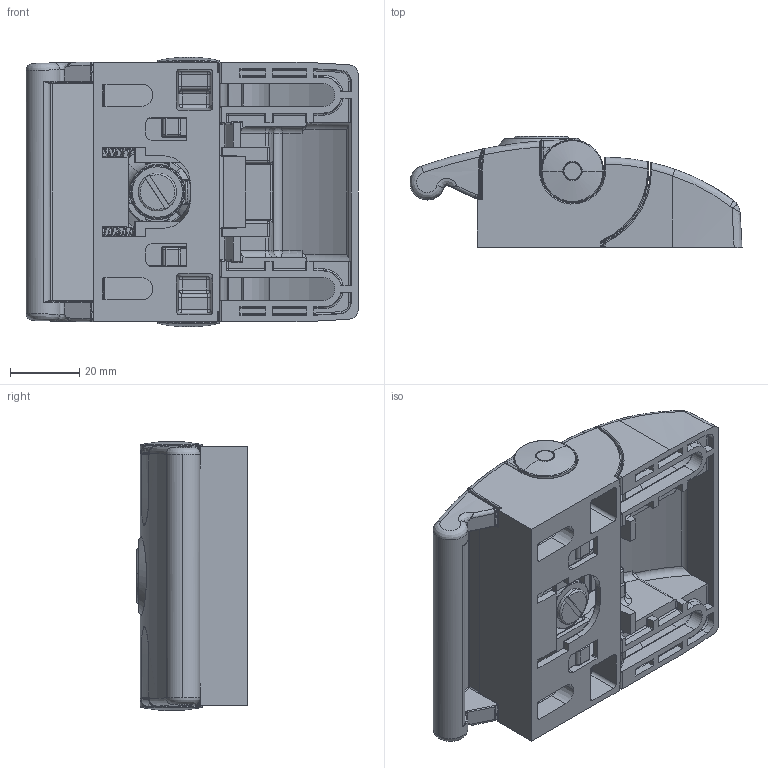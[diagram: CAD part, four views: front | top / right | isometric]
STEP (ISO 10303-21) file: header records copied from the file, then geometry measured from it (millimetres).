
FILE_DESCRIPTION (( 'STEP AP214' ), '1' );
FILE_NAME ('0957410s01.STEP', '2014-08-14T14:18:54', ( '' ), ( '' ), 'SwSTEP 2.0', 'SolidWorks 2014', '' );
FILE_SCHEMA (( 'AUTOMOTIVE_DESIGN' ));
Length unit declared in the file: millimetre
Products named in the file (12): 0957410s01; 0957401r16; 0957401r17_0957401R17S01; 0957408R09_0957408r09; 0957408R08_0957408R08S01; 0957408R07_0957408R07S01; 0957408R16; 0957408R05; 0957408R04_0957408R04S01; 0957408R03_standard gespiegelt muss sein ; 0957408R02_0957408R02S01; 0957408R01_0957408R01S01
Assembly tree (15 placements, depth 2):
  0957410s01
    0957408R01_0957408R01S01
    0957408R02_0957408R02S01
    0957408R03_standard gespiegelt muss sein 
    0957408R04_0957408R04S01
    0957408R05
    0957408R16  x2
    0957408R07_0957408R07S01  x2
    0957408R08_0957408R08S01  x2
    0957408R09_0957408r09  x2
    0957401r17_0957401R17S01
    0957401r16
Bounding box: 96.01 x 32.07 x 77.81 mm (x, y, z)
Volume: 72946.3 mm3; surface area: 62319.1 mm2
Topology: 15 solids, 15 shells, 3057 faces, 7710 edges, 4457 vertices
Faces by surface type: cylinder 1036, plane 928, bspline 567, torus 276, sphere 191, cone 59
Entity records: 99208 total; most frequent: CARTESIAN_POINT 39755, ORIENTED_EDGE 13084, DIRECTION 11781, EDGE_CURVE 6542, AXIS2_PLACEMENT_3D 4544, VERTEX_POINT 3841, EDGE_LOOP 2755, ADVANCED_FACE 2721
